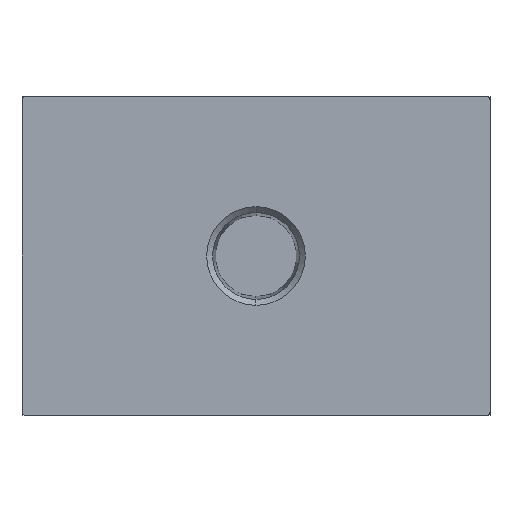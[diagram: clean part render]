
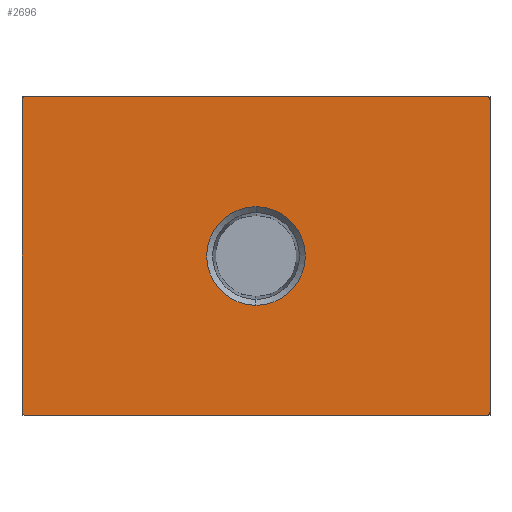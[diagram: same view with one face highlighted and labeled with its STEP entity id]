
A CAD part, front view. The second image highlights one B-rep face of the part: STEP entity #2696.
In plain terms, the highlighted planar face has unit normal (0, -1, 0).
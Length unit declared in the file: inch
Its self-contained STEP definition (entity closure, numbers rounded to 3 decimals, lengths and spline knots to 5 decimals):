
#50 = CARTESIAN_POINT ( 'NONE',  ( 0.97244, -0.94488, 0.66929 ) ) ;
#55 = EDGE_CURVE ( 'NONE', #2426, #1710, #1413, .T. ) ;
#165 = DIRECTION ( 'NONE',  ( 0., 0., -1. ) ) ;
#175 = DIRECTION ( 'NONE',  ( 0., 1., 0. ) ) ;
#180 = CARTESIAN_POINT ( 'NONE',  ( 0.97244, -0.94488, 0.65748 ) ) ;
#242 = EDGE_CURVE ( 'NONE', #309, #2859, #1453, .T. ) ;
#274 = VERTEX_POINT ( 'NONE', #750 ) ;
#295 = VECTOR ( 'NONE', #2741, 39.37008 ) ;
#309 = VERTEX_POINT ( 'NONE', #657 ) ;
#328 = CIRCLE ( 'NONE', #1651, 0.20754 ) ;
#458 = PLANE ( 'NONE',  #1471 ) ;
#481 = DIRECTION ( 'NONE',  ( 0., 0., -1. ) ) ;
#550 = CIRCLE ( 'NONE', #869, 0.01181 ) ;
#589 = CARTESIAN_POINT ( 'NONE',  ( 0., -0.94488, -0.20754 ) ) ;
#607 = EDGE_LOOP ( 'NONE', ( #3110, #2684 ) ) ;
#657 = CARTESIAN_POINT ( 'NONE',  ( -0.98425, -0.94488, 0.65748 ) ) ;
#717 = ORIENTED_EDGE ( 'NONE', *, *, #242, .F. ) ;
#740 = ORIENTED_EDGE ( 'NONE', *, *, #826, .F. ) ;
#750 = CARTESIAN_POINT ( 'NONE',  ( 0.98425, -0.94488, -0.65748 ) ) ;
#771 = CARTESIAN_POINT ( 'NONE',  ( 0.98425, -0.94488, -0.65748 ) ) ;
#797 = DIRECTION ( 'NONE',  ( 0., 0., -1. ) ) ;
#806 = DIRECTION ( 'NONE',  ( 0., 1., 0. ) ) ;
#810 = VERTEX_POINT ( 'NONE', #2279 ) ;
#817 = EDGE_LOOP ( 'NONE', ( #740, #2325, #2179, #1117, #1419, #3105, #717, #1463 ) ) ;
#826 = EDGE_CURVE ( 'NONE', #1710, #810, #3141, .T. ) ;
#829 = CARTESIAN_POINT ( 'NONE',  ( -0.97244, -0.94488, 0.66929 ) ) ;
#834 = CARTESIAN_POINT ( 'NONE',  ( -0.97244, -0.94488, 0.65748 ) ) ;
#869 = AXIS2_PLACEMENT_3D ( 'NONE', #2914, #2906, #3205 ) ;
#986 = CIRCLE ( 'NONE', #1143, 0.01181 ) ;
#1021 = EDGE_CURVE ( 'NONE', #274, #2426, #550, .T. ) ;
#1107 = FACE_OUTER_BOUND ( 'NONE', #817, .T. ) ;
#1117 = ORIENTED_EDGE ( 'NONE', *, *, #2618, .F. ) ;
#1142 = CARTESIAN_POINT ( 'NONE',  ( -0.97244, -0.94488, -0.66929 ) ) ;
#1143 = AXIS2_PLACEMENT_3D ( 'NONE', #180, #175, #165 ) ;
#1145 = EDGE_CURVE ( 'NONE', #2859, #2148, #2960, .T. ) ;
#1156 = AXIS2_PLACEMENT_3D ( 'NONE', #834, #806, #797 ) ;
#1290 = AXIS2_PLACEMENT_3D ( 'NONE', #2405, #2582, #2916 ) ;
#1351 = VECTOR ( 'NONE', #481, 39.37008 ) ;
#1413 = LINE ( 'NONE', #1735, #2649 ) ;
#1419 = ORIENTED_EDGE ( 'NONE', *, *, #2086, .F. ) ;
#1453 = CIRCLE ( 'NONE', #1156, 0.01181 ) ;
#1463 = ORIENTED_EDGE ( 'NONE', *, *, #2952, .F. ) ;
#1471 = AXIS2_PLACEMENT_3D ( 'NONE', #3066, #3040, #2994 ) ;
#1505 = VERTEX_POINT ( 'NONE', #1685 ) ;
#1542 = EDGE_CURVE ( 'NONE', #3030, #1505, #2500, .T. ) ;
#1559 = DIRECTION ( 'NONE',  ( 0., -1., 0. ) ) ;
#1568 = CARTESIAN_POINT ( 'NONE',  ( 0., -0.94488, 0. ) ) ;
#1572 = DIRECTION ( 'NONE',  ( 0., 0., -1. ) ) ;
#1651 = AXIS2_PLACEMENT_3D ( 'NONE', #2288, #2277, #2239 ) ;
#1685 = CARTESIAN_POINT ( 'NONE',  ( 0., -0.94488, 0.20754 ) ) ;
#1709 = DIRECTION ( 'NONE',  ( -1., 0., 0. ) ) ;
#1710 = VERTEX_POINT ( 'NONE', #1142 ) ;
#1735 = CARTESIAN_POINT ( 'NONE',  ( -0.97244, -0.94488, -0.66929 ) ) ;
#1808 = AXIS2_PLACEMENT_3D ( 'NONE', #1568, #1559, #1572 ) ;
#1963 = VECTOR ( 'NONE', #2300, 39.37008 ) ;
#2048 = LINE ( 'NONE', #771, #1351 ) ;
#2086 = EDGE_CURVE ( 'NONE', #2148, #3029, #986, .T. ) ;
#2148 = VERTEX_POINT ( 'NONE', #50 ) ;
#2179 = ORIENTED_EDGE ( 'NONE', *, *, #1021, .F. ) ;
#2239 = DIRECTION ( 'NONE',  ( 0., 0., -1. ) ) ;
#2277 = DIRECTION ( 'NONE',  ( 0., -1., 0. ) ) ;
#2279 = CARTESIAN_POINT ( 'NONE',  ( -0.98425, -0.94488, -0.65748 ) ) ;
#2288 = CARTESIAN_POINT ( 'NONE',  ( 0., -0.94488, 0. ) ) ;
#2300 = DIRECTION ( 'NONE',  ( 0., 0., 1. ) ) ;
#2319 = CARTESIAN_POINT ( 'NONE',  ( 0.97244, -0.94488, -0.66929 ) ) ;
#2325 = ORIENTED_EDGE ( 'NONE', *, *, #55, .F. ) ;
#2376 = CARTESIAN_POINT ( 'NONE',  ( 0.98425, -0.94488, 0.65748 ) ) ;
#2405 = CARTESIAN_POINT ( 'NONE',  ( -0.97244, -0.94488, -0.65748 ) ) ;
#2426 = VERTEX_POINT ( 'NONE', #2319 ) ;
#2449 = FACE_BOUND ( 'NONE', #607, .T. ) ;
#2500 = CIRCLE ( 'NONE', #1808, 0.20754 ) ;
#2582 = DIRECTION ( 'NONE',  ( 0., 1., 0. ) ) ;
#2618 = EDGE_CURVE ( 'NONE', #3029, #274, #2048, .T. ) ;
#2649 = VECTOR ( 'NONE', #1709, 39.37008 ) ;
#2657 = CARTESIAN_POINT ( 'NONE',  ( -0.98425, -0.94488, 0.65748 ) ) ;
#2684 = ORIENTED_EDGE ( 'NONE', *, *, #2743, .F. ) ;
#2696 = ADVANCED_FACE ( 'NONE', ( #1107, #2449 ), #458, .F. ) ;
#2741 = DIRECTION ( 'NONE',  ( 1., 0., 0. ) ) ;
#2743 = EDGE_CURVE ( 'NONE', #1505, #3030, #328, .T. ) ;
#2820 = CARTESIAN_POINT ( 'NONE',  ( 0.97244, -0.94488, 0.66929 ) ) ;
#2859 = VERTEX_POINT ( 'NONE', #829 ) ;
#2906 = DIRECTION ( 'NONE',  ( 0., 1., 0. ) ) ;
#2914 = CARTESIAN_POINT ( 'NONE',  ( 0.97244, -0.94488, -0.65748 ) ) ;
#2916 = DIRECTION ( 'NONE',  ( 0., 0., -1. ) ) ;
#2952 = EDGE_CURVE ( 'NONE', #810, #309, #3195, .T. ) ;
#2960 = LINE ( 'NONE', #2820, #295 ) ;
#2994 = DIRECTION ( 'NONE',  ( 0., 0., 1. ) ) ;
#3029 = VERTEX_POINT ( 'NONE', #2376 ) ;
#3030 = VERTEX_POINT ( 'NONE', #589 ) ;
#3040 = DIRECTION ( 'NONE',  ( 0., 1., 0. ) ) ;
#3066 = CARTESIAN_POINT ( 'NONE',  ( 0., -0.94488, 0. ) ) ;
#3105 = ORIENTED_EDGE ( 'NONE', *, *, #1145, .F. ) ;
#3110 = ORIENTED_EDGE ( 'NONE', *, *, #1542, .F. ) ;
#3141 = CIRCLE ( 'NONE', #1290, 0.01181 ) ;
#3195 = LINE ( 'NONE', #2657, #1963 ) ;
#3205 = DIRECTION ( 'NONE',  ( 0., 0., -1. ) ) ;
